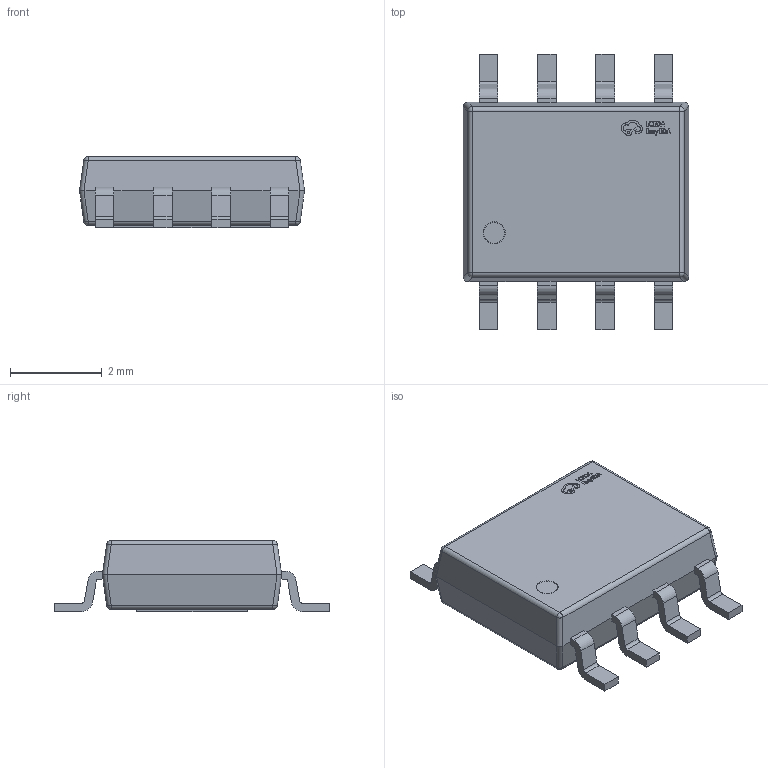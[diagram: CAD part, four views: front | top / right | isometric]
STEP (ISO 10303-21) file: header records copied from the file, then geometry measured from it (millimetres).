
FILE_DESCRIPTION (( 'STEP AP214' ), '1' );
FILE_NAME ('SOIC-8_L4.9-W3.9-P1.27-LS6.0-BL-EP3.4.step', '2022-07-26T09:18:03', ( '' ), ( '' ), 'SwSTEP 2.0', 'SolidWorks 2020', '' );
FILE_SCHEMA (( 'AUTOMOTIVE_DESIGN' ));
Length unit declared in the file: millimetre
Products named in the file (1): SOIC-8_L4.9-W3.9-P1.27-LS6.0-BL-EP3.4
Bounding box: 4.9 x 6 x 1.55 mm (x, y, z)
Volume: 28.6 mm3; surface area: 74.9 mm2
Topology: 14 solids, 14 shells, 436 faces, 1165 edges, 766 vertices
Faces by surface type: plane 266, bspline 112, cylinder 48, sphere 8, torus 2
Entity records: 19630 total; most frequent: CARTESIAN_POINT 4484, ORIENTED_EDGE 2330, DIRECTION 1677, EDGE_CURVE 1165, LINE 839, VECTOR 839, VERTEX_POINT 766, EDGE_LOOP 457
